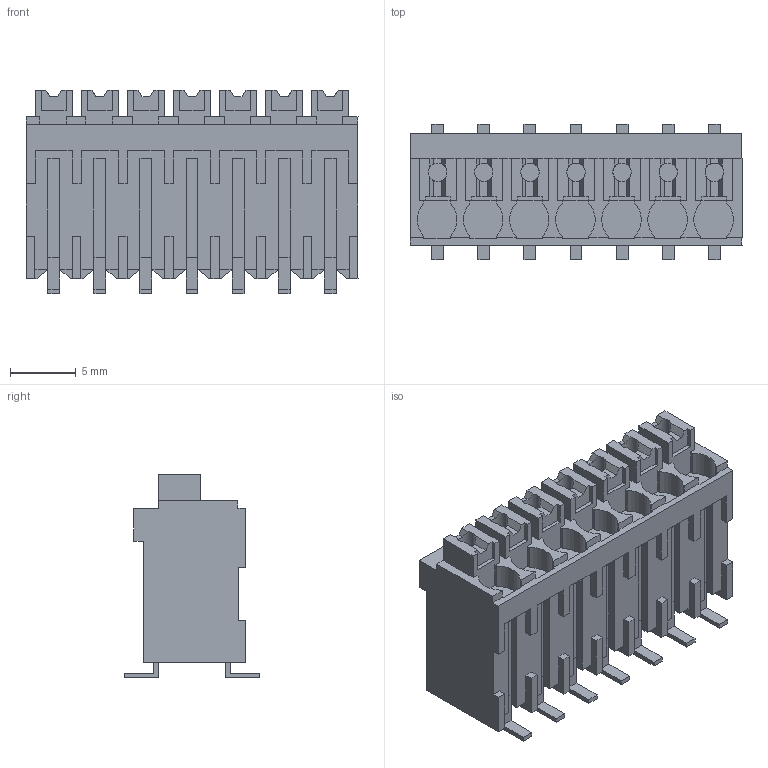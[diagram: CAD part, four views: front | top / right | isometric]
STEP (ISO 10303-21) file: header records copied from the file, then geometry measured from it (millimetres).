
FILE_DESCRIPTION(('CATIA V5 STEP Exchange','CAx-IF Rec.Pracs.--- Model Styling and Organization---1.2---2011-12-15'),'2;1');
FILE_NAME ('D1450259_0_1250420000_1250420000.stp','2018-03-23T13:08:22+00:00',('none'),('Weidmueller'),'CATIA Version 5-6 Release 2014','CATIA V5 STEP AP214','none');
FILE_SCHEMA(('AUTOMOTIVE_DESIGN { 1 0 10303 214 1 1 1 1 }'));
Length unit declared in the file: millimetre
Products named in the file (1): 1250420000
Bounding box: 25.2 x 10.3 x 15.46 mm (x, y, z)
Volume: 2013.1 mm3; surface area: 2412.9 mm2
Topology: 22 solids, 22 shells, 576 faces, 1649 edges, 1110 vertices
Faces by surface type: plane 548, cylinder 28
Entity records: 17356 total; most frequent: CARTESIAN_POINT 3484, ORIENTED_EDGE 3298, DIRECTION 2159, EDGE_CURVE 1649, VECTOR 1537, LINE 1537, VERTEX_POINT 1110, EDGE_LOOP 583
